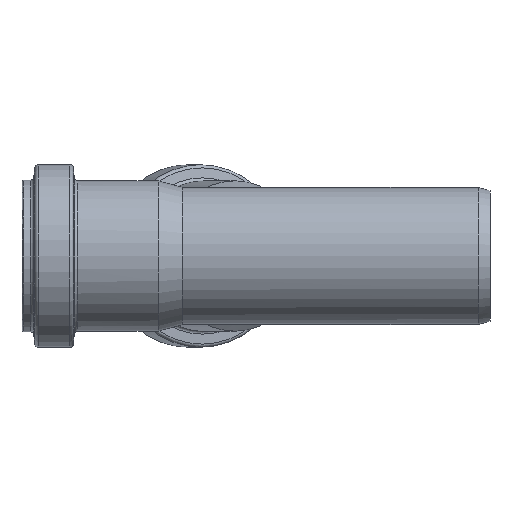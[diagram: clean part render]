
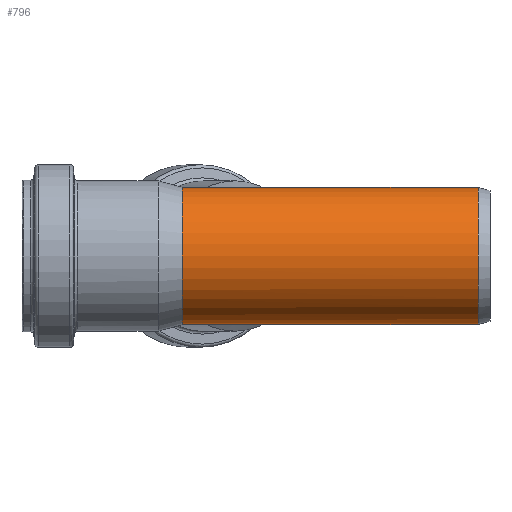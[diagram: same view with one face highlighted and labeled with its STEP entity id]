
A CAD part, left-side view. The second image highlights one B-rep face of the part: STEP entity #796.
In plain terms, the highlighted cylindrical face has radius 20.1 mm (diameter 40.2 mm), a full revolution.
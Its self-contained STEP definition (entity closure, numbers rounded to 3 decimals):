
#46=ELLIPSE('',#865,37.433,20.1);
#49=ELLIPSE('',#868,37.433,20.1);
#51=ELLIPSE('',#870,24.552,20.1);
#79=B_SPLINE_CURVE_WITH_KNOTS('',3,(#1447,#1448,#1449,#1450,#1451,#1452,
#1453,#1454,#1455,#1456,#1457,#1458,#1459),.UNSPECIFIED.,.F.,.F.,(4,3,3,
3,4),(0.712,0.718,0.731,0.743,
0.756),.UNSPECIFIED.);
#84=B_SPLINE_CURVE_WITH_KNOTS('',3,(#1569,#1570,#1571,#1572,#1573,#1574,
#1575,#1576,#1577,#1578),.UNSPECIFIED.,.F.,.F.,(4,3,3,4),(0.,
0.012,0.02,0.023),.UNSPECIFIED.);
#90=CYLINDRICAL_SURFACE('',#875,20.1);
#122=FACE_BOUND('',#259,.T.);
#189=FACE_OUTER_BOUND('',#258,.T.);
#258=EDGE_LOOP('',(#659));
#259=EDGE_LOOP('',(#660,#661,#662,#663,#664,#665));
#361=CIRCLE('',#852,20.1);
#365=CIRCLE('',#873,20.1);
#416=VERTEX_POINT('',#1243);
#436=VERTEX_POINT('',#1440);
#437=VERTEX_POINT('',#1446);
#440=VERTEX_POINT('',#1542);
#441=VERTEX_POINT('',#1568);
#442=VERTEX_POINT('',#1620);
#443=VERTEX_POINT('',#1659);
#495=EDGE_CURVE('',#416,#416,#361,.T.);
#522=EDGE_CURVE('',#437,#436,#79,.T.);
#527=EDGE_CURVE('',#441,#440,#84,.T.);
#529=EDGE_CURVE('',#437,#442,#46,.T.);
#532=EDGE_CURVE('',#443,#440,#49,.T.);
#534=EDGE_CURVE('',#442,#443,#51,.T.);
#535=EDGE_CURVE('',#436,#441,#365,.T.);
#659=ORIENTED_EDGE('',*,*,#495,.T.);
#660=ORIENTED_EDGE('',*,*,#522,.T.);
#661=ORIENTED_EDGE('',*,*,#535,.T.);
#662=ORIENTED_EDGE('',*,*,#527,.T.);
#663=ORIENTED_EDGE('',*,*,#532,.F.);
#664=ORIENTED_EDGE('',*,*,#534,.F.);
#665=ORIENTED_EDGE('',*,*,#529,.F.);
#796=ADVANCED_FACE('',(#189,#122),#90,.T.);
#852=AXIS2_PLACEMENT_3D('',#1244,#984,#985);
#865=AXIS2_PLACEMENT_3D('',#1621,#1018,#1019);
#868=AXIS2_PLACEMENT_3D('',#1661,#1024,#1025);
#870=AXIS2_PLACEMENT_3D('',#1713,#1028,#1029);
#873=AXIS2_PLACEMENT_3D('',#1716,#1034,#1035);
#875=AXIS2_PLACEMENT_3D('',#1718,#1038,#1039);
#984=DIRECTION('center_axis',(0.,1.,0.));
#985=DIRECTION('ref_axis',(1.,0.,0.));
#1018=DIRECTION('center_axis',(0.844,-0.537,0.));
#1019=DIRECTION('ref_axis',(0.537,0.844,0.));
#1024=DIRECTION('center_axis',(0.844,-0.537,0.));
#1025=DIRECTION('ref_axis',(0.537,0.844,0.));
#1028=DIRECTION('center_axis',(0.574,0.819,0.));
#1029=DIRECTION('ref_axis',(0.819,-0.574,0.));
#1034=DIRECTION('center_axis',(0.,-1.,0.));
#1035=DIRECTION('ref_axis',(1.,0.,0.));
#1038=DIRECTION('center_axis',(0.,-1.,0.));
#1039=DIRECTION('ref_axis',(1.,0.,0.));
#1243=CARTESIAN_POINT('',(-20.1,-86.163,0.));
#1244=CARTESIAN_POINT('Origin',(0.,-86.163,
0.));
#1440=CARTESIAN_POINT('',(18.45,0.536,7.975));
#1446=CARTESIAN_POINT('',(18.532,0.452,7.784));
#1447=CARTESIAN_POINT('Ctrl Pts',(18.532,0.452,7.784));
#1448=CARTESIAN_POINT('Ctrl Pts',(18.53,0.459,7.789));
#1449=CARTESIAN_POINT('Ctrl Pts',(18.527,0.467,7.795));
#1450=CARTESIAN_POINT('Ctrl Pts',(18.524,0.474,7.802));
#1451=CARTESIAN_POINT('Ctrl Pts',(18.518,0.491,7.818));
#1452=CARTESIAN_POINT('Ctrl Pts',(18.51,0.503,7.836));
#1453=CARTESIAN_POINT('Ctrl Pts',(18.501,0.513,7.857));
#1454=CARTESIAN_POINT('Ctrl Pts',(18.494,0.521,7.874));
#1455=CARTESIAN_POINT('Ctrl Pts',(18.486,0.527,7.892));
#1456=CARTESIAN_POINT('Ctrl Pts',(18.478,0.53,7.911));
#1457=CARTESIAN_POINT('Ctrl Pts',(18.469,0.534,7.932));
#1458=CARTESIAN_POINT('Ctrl Pts',(18.459,0.536,7.954));
#1459=CARTESIAN_POINT('Ctrl Pts',(18.45,0.536,7.975));
#1542=CARTESIAN_POINT('',(18.532,0.452,-7.784));
#1568=CARTESIAN_POINT('',(18.45,0.536,-7.975));
#1569=CARTESIAN_POINT('Ctrl Pts',(18.45,0.536,-7.975));
#1570=CARTESIAN_POINT('Ctrl Pts',(18.466,0.536,-7.938));
#1571=CARTESIAN_POINT('Ctrl Pts',(18.482,0.531,-7.9));
#1572=CARTESIAN_POINT('Ctrl Pts',(18.497,0.517,-7.866));
#1573=CARTESIAN_POINT('Ctrl Pts',(18.507,0.507,-7.843));
#1574=CARTESIAN_POINT('Ctrl Pts',(18.516,0.494,-7.822));
#1575=CARTESIAN_POINT('Ctrl Pts',(18.523,0.476,-7.804));
#1576=CARTESIAN_POINT('Ctrl Pts',(18.527,0.469,-7.797));
#1577=CARTESIAN_POINT('Ctrl Pts',(18.529,0.46,-7.79));
#1578=CARTESIAN_POINT('Ctrl Pts',(18.532,0.452,-7.784));
#1620=CARTESIAN_POINT('',(0.,-28.663,20.1));
#1621=CARTESIAN_POINT('Origin',(0.,-28.663,
0.));
#1659=CARTESIAN_POINT('',(0.,-28.663,-20.1));
#1661=CARTESIAN_POINT('Origin',(0.,-28.663,
0.));
#1713=CARTESIAN_POINT('Origin',(0.,-28.663,
0.));
#1716=CARTESIAN_POINT('Origin',(0.,0.536,
0.));
#1718=CARTESIAN_POINT('Origin',(0.,0.268,
0.));
